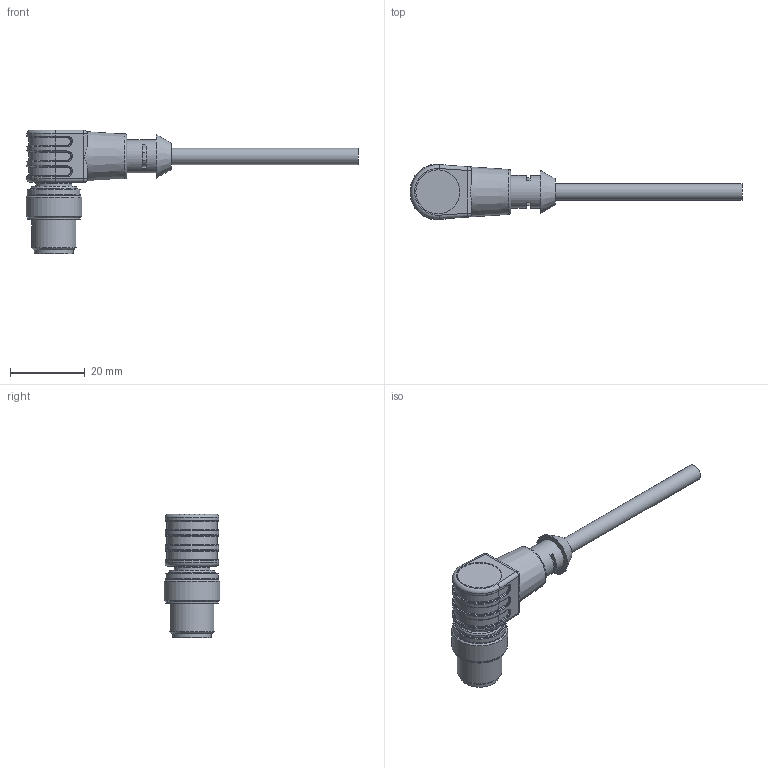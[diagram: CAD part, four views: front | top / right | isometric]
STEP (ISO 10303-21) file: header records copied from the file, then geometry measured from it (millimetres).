
FILE_DESCRIPTION(/* description */ (''),/* implementation_level */ '2;1');
FILE_NAME(/* name */ 'WWAS5.stp',/* time_stamp */ '2016-09-02T16:04:50+02:00',/* author */ (''),/* organization */ (''),/* preprocessor_version */ 'ST-DEVELOPER v16',/* originating_system */ 'SIEMENS PLM Software NX 10.0',/* authorisation */ '');
FILE_SCHEMA (('AUTOMOTIVE_DESIGN { 1 0 10303 214 3 1 1 1 }'));
Length unit declared in the file: millimetre
Products named in the file (1): 5001754__Umspritzung_WWAK_WWAS_part_14646
Bounding box: 88.97 x 14.94 x 33.1 mm (x, y, z)
Volume: 7657.6 mm3; surface area: 4170.2 mm2
Topology: 1 solids, 1 shells, 222 faces, 522 edges, 315 vertices
Faces by surface type: cylinder 94, plane 70, torus 29, bspline 14, cone 13, sphere 2
Full cylindrical faces by diameter (mm): 1 x10, 1.8 x1, 1.95 x1, 4.4 x1, 8.375 x1, 8.8 x1, 9.6 x1, 10.45 x1, 11.8 x1, 12 x1, 12.5 x1, 13.2 x1, 14.2 x1, 14.25 x1, 15 x1
Entity records: 6745 total; most frequent: CARTESIAN_POINT 1790, DIRECTION 1100, ORIENTED_EDGE 932, EDGE_CURVE 466, AXIS2_PLACEMENT_3D 451, VERTEX_POINT 308, EDGE_LOOP 288, ADVANCED_FACE 222
